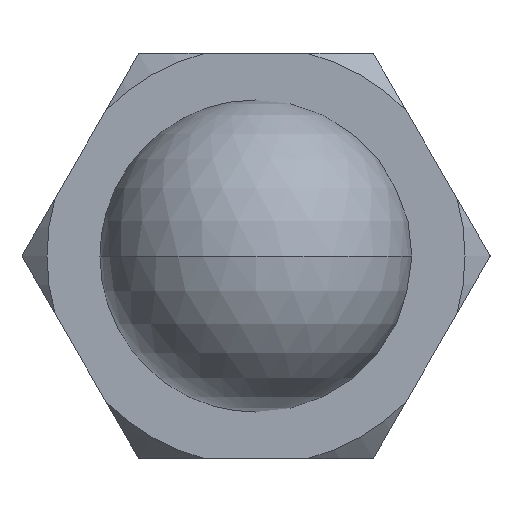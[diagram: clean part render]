
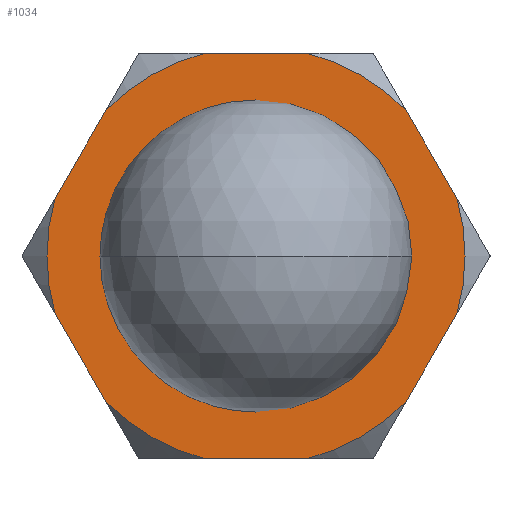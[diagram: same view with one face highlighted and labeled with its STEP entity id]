
A CAD part, left-side view. The second image highlights one B-rep face of the part: STEP entity #1034.
In plain terms, the highlighted planar face has unit normal (-1, 0, 0).
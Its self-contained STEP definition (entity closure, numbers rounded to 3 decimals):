
#6 = CIRCLE ( 'NONE', #761, 4.5 ) ;
#68 = VERTEX_POINT ( 'NONE', #1161 ) ;
#74 = VERTEX_POINT ( 'NONE', #1157 ) ;
#80 = EDGE_CURVE ( 'NONE', #130, #226, #593, .T. ) ;
#98 = ORIENTED_EDGE ( 'NONE', *, *, #1312, .T. ) ;
#105 = ORIENTED_EDGE ( 'NONE', *, *, #1036, .F. ) ;
#107 = VERTEX_POINT ( 'NONE', #1117 ) ;
#111 = AXIS2_PLACEMENT_3D ( 'NONE', #816, #796, #748 ) ;
#122 = ORIENTED_EDGE ( 'NONE', *, *, #80, .F. ) ;
#126 = ORIENTED_EDGE ( 'NONE', *, *, #127, .T. ) ;
#127 = EDGE_CURVE ( 'NONE', #130, #270, #611, .T. ) ;
#130 = VERTEX_POINT ( 'NONE', #996 ) ;
#132 = ORIENTED_EDGE ( 'NONE', *, *, #984, .F. ) ;
#135 = ORIENTED_EDGE ( 'NONE', *, *, #1166, .T. ) ;
#136 = ORIENTED_EDGE ( 'NONE', *, *, #636, .F. ) ;
#142 = ORIENTED_EDGE ( 'NONE', *, *, #591, .T. ) ;
#193 = VERTEX_POINT ( 'NONE', #323 ) ;
#194 = CARTESIAN_POINT ( 'NONE',  ( -5., 0., 0. ) ) ;
#219 = VERTEX_POINT ( 'NONE', #876 ) ;
#221 = VECTOR ( 'NONE', #479, 1000. ) ;
#226 = VERTEX_POINT ( 'NONE', #1019 ) ;
#235 = AXIS2_PLACEMENT_3D ( 'NONE', #1363, #1243, #1299 ) ;
#251 = VERTEX_POINT ( 'NONE', #1017 ) ;
#270 = VERTEX_POINT ( 'NONE', #765 ) ;
#279 = AXIS2_PLACEMENT_3D ( 'NONE', #1207, #307, #291 ) ;
#288 = DIRECTION ( 'NONE',  ( -1., 0., 0. ) ) ;
#291 = DIRECTION ( 'NONE',  ( 0., 0., 1. ) ) ;
#293 = DIRECTION ( 'NONE',  ( 0., 1., 0. ) ) ;
#302 = CARTESIAN_POINT ( 'NONE',  ( -5., 6.7, -6.5 ) ) ;
#304 = DIRECTION ( 'NONE',  ( 0., 0., 1. ) ) ;
#307 = DIRECTION ( 'NONE',  ( -1., 0., 0. ) ) ;
#319 = ORIENTED_EDGE ( 'NONE', *, *, #855, .T. ) ;
#323 = CARTESIAN_POINT ( 'NONE',  ( -5., 4.817, 4.657 ) ) ;
#373 = AXIS2_PLACEMENT_3D ( 'NONE', #194, #1214, #801 ) ;
#399 = DIRECTION ( 'NONE',  ( 0., 0., -1. ) ) ;
#400 = DIRECTION ( 'NONE',  ( 1., 0., 0. ) ) ;
#402 = CARTESIAN_POINT ( 'NONE',  ( -5., 0., 0. ) ) ;
#411 = ORIENTED_EDGE ( 'NONE', *, *, #947, .T. ) ;
#430 = CARTESIAN_POINT ( 'NONE',  ( -5., 0., 0. ) ) ;
#448 = CARTESIAN_POINT ( 'NONE',  ( -5., 1.625, 6.5 ) ) ;
#479 = DIRECTION ( 'NONE',  ( 0., -0.5, -0.866 ) ) ;
#486 = CARTESIAN_POINT ( 'NONE',  ( -5., -3.954, 6.151 ) ) ;
#493 = ORIENTED_EDGE ( 'NONE', *, *, #1283, .F. ) ;
#500 = CIRCLE ( 'NONE', #235, 6.7 ) ;
#502 = LINE ( 'NONE', #968, #523 ) ;
#523 = VECTOR ( 'NONE', #940, 1000. ) ;
#527 = CIRCLE ( 'NONE', #111, 6.7 ) ;
#541 = CARTESIAN_POINT ( 'NONE',  ( -5., -6.442, -1.843 ) ) ;
#543 = VECTOR ( 'NONE', #1345, 1000. ) ;
#545 = CARTESIAN_POINT ( 'NONE',  ( -5., -3.954, -6.151 ) ) ;
#554 = LINE ( 'NONE', #545, #543 ) ;
#578 = VECTOR ( 'NONE', #994, 1000. ) ;
#585 = CIRCLE ( 'NONE', #279, 6.7 ) ;
#591 = EDGE_CURVE ( 'NONE', #1431, #107, #585, .T. ) ;
#593 = LINE ( 'NONE', #1059, #578 ) ;
#611 = CIRCLE ( 'NONE', #373, 6.7 ) ;
#622 = VERTEX_POINT ( 'NONE', #541 ) ;
#636 = EDGE_CURVE ( 'NONE', #622, #679, #554, .T. ) ;
#643 = VERTEX_POINT ( 'NONE', #448 ) ;
#679 = VERTEX_POINT ( 'NONE', #1421 ) ;
#725 = ORIENTED_EDGE ( 'NONE', *, *, #1426, .T. ) ;
#728 = CARTESIAN_POINT ( 'NONE',  ( -5., 0., -4.5 ) ) ;
#732 = EDGE_CURVE ( 'NONE', #622, #251, #500, .T. ) ;
#748 = DIRECTION ( 'NONE',  ( 0., 0., 1. ) ) ;
#761 = AXIS2_PLACEMENT_3D ( 'NONE', #1364, #1375, #1332 ) ;
#765 = CARTESIAN_POINT ( 'NONE',  ( -5., 1.625, -6.5 ) ) ;
#769 = DIRECTION ( 'NONE',  ( 0., 0., 1. ) ) ;
#775 = DIRECTION ( 'NONE',  ( -1., 0., 0. ) ) ;
#777 = CARTESIAN_POINT ( 'NONE',  ( -5., 0., 0. ) ) ;
#796 = DIRECTION ( 'NONE',  ( -1., 0., 0. ) ) ;
#801 = DIRECTION ( 'NONE',  ( 0., 0., 1. ) ) ;
#813 = EDGE_CURVE ( 'NONE', #643, #107, #502, .T. ) ;
#816 = CARTESIAN_POINT ( 'NONE',  ( -5., 0., 0. ) ) ;
#821 = AXIS2_PLACEMENT_3D ( 'NONE', #402, #400, #399 ) ;
#855 = EDGE_CURVE ( 'NONE', #643, #193, #527, .T. ) ;
#876 = CARTESIAN_POINT ( 'NONE',  ( -5., -1.625, -6.5 ) ) ;
#935 = ORIENTED_EDGE ( 'NONE', *, *, #732, .T. ) ;
#940 = DIRECTION ( 'NONE',  ( 0., -1., 0. ) ) ;
#944 = ORIENTED_EDGE ( 'NONE', *, *, #813, .F. ) ;
#947 = EDGE_CURVE ( 'NONE', #68, #226, #1046, .T. ) ;
#968 = CARTESIAN_POINT ( 'NONE',  ( -5., 6.7, 6.5 ) ) ;
#984 = EDGE_CURVE ( 'NONE', #219, #270, #1227, .T. ) ;
#994 = DIRECTION ( 'NONE',  ( 0., 0.5, 0.866 ) ) ;
#996 = CARTESIAN_POINT ( 'NONE',  ( -5., 4.817, -4.657 ) ) ;
#1017 = CARTESIAN_POINT ( 'NONE',  ( -5., -6.442, 1.843 ) ) ;
#1019 = CARTESIAN_POINT ( 'NONE',  ( -5., 6.442, -1.843 ) ) ;
#1034 = ADVANCED_FACE ( 'NONE', ( #1293, #1303 ), #1279, .F. ) ;
#1036 = EDGE_CURVE ( 'NONE', #68, #193, #1282, .T. ) ;
#1046 = CIRCLE ( 'NONE', #1108, 6.7 ) ;
#1059 = CARTESIAN_POINT ( 'NONE',  ( -5., 7.304, -0.349 ) ) ;
#1096 = VECTOR ( 'NONE', #1201, 1000. ) ;
#1108 = AXIS2_PLACEMENT_3D ( 'NONE', #430, #288, #304 ) ;
#1114 = CIRCLE ( 'NONE', #821, 4.5 ) ;
#1117 = CARTESIAN_POINT ( 'NONE',  ( -5., -1.625, 6.5 ) ) ;
#1134 = LINE ( 'NONE', #486, #221 ) ;
#1144 = AXIS2_PLACEMENT_3D ( 'NONE', #777, #775, #769 ) ;
#1157 = CARTESIAN_POINT ( 'NONE',  ( -5., 0., 4.5 ) ) ;
#1161 = CARTESIAN_POINT ( 'NONE',  ( -5., 6.442, 1.843 ) ) ;
#1162 = EDGE_LOOP ( 'NONE', ( #105, #411, #122, #126, #132, #135, #136, #935, #493, #142, #944, #319 ) ) ;
#1166 = EDGE_CURVE ( 'NONE', #219, #679, #1253, .T. ) ;
#1177 = VERTEX_POINT ( 'NONE', #728 ) ;
#1201 = DIRECTION ( 'NONE',  ( 0., -0.5, 0.866 ) ) ;
#1203 = AXIS2_PLACEMENT_3D ( 'NONE', #1355, #1267, #1264 ) ;
#1204 = CARTESIAN_POINT ( 'NONE',  ( -5., 7.304, 0.349 ) ) ;
#1207 = CARTESIAN_POINT ( 'NONE',  ( -5., 0., 0. ) ) ;
#1214 = DIRECTION ( 'NONE',  ( -1., 0., 0. ) ) ;
#1227 = LINE ( 'NONE', #302, #1330 ) ;
#1243 = DIRECTION ( 'NONE',  ( -1., 0., 0. ) ) ;
#1253 = CIRCLE ( 'NONE', #1144, 6.7 ) ;
#1264 = DIRECTION ( 'NONE',  ( 0., 0., -1. ) ) ;
#1267 = DIRECTION ( 'NONE',  ( 1., 0., 0. ) ) ;
#1274 = CARTESIAN_POINT ( 'NONE',  ( -5., -4.817, 4.657 ) ) ;
#1279 = PLANE ( 'NONE',  #1203 ) ;
#1282 = LINE ( 'NONE', #1204, #1096 ) ;
#1283 = EDGE_CURVE ( 'NONE', #1431, #251, #1134, .T. ) ;
#1293 = FACE_BOUND ( 'NONE', #1432, .T. ) ;
#1299 = DIRECTION ( 'NONE',  ( 0., 0., 1. ) ) ;
#1303 = FACE_OUTER_BOUND ( 'NONE', #1162, .T. ) ;
#1312 = EDGE_CURVE ( 'NONE', #1177, #74, #1114, .T. ) ;
#1330 = VECTOR ( 'NONE', #293, 1000. ) ;
#1332 = DIRECTION ( 'NONE',  ( 0., 0., -1. ) ) ;
#1345 = DIRECTION ( 'NONE',  ( 0., 0.5, -0.866 ) ) ;
#1355 = CARTESIAN_POINT ( 'NONE',  ( -5., 6.7, 0. ) ) ;
#1363 = CARTESIAN_POINT ( 'NONE',  ( -5., 0., 0. ) ) ;
#1364 = CARTESIAN_POINT ( 'NONE',  ( -5., 0., 0. ) ) ;
#1375 = DIRECTION ( 'NONE',  ( 1., 0., 0. ) ) ;
#1421 = CARTESIAN_POINT ( 'NONE',  ( -5., -4.817, -4.657 ) ) ;
#1426 = EDGE_CURVE ( 'NONE', #74, #1177, #6, .T. ) ;
#1431 = VERTEX_POINT ( 'NONE', #1274 ) ;
#1432 = EDGE_LOOP ( 'NONE', ( #98, #725 ) ) ;
